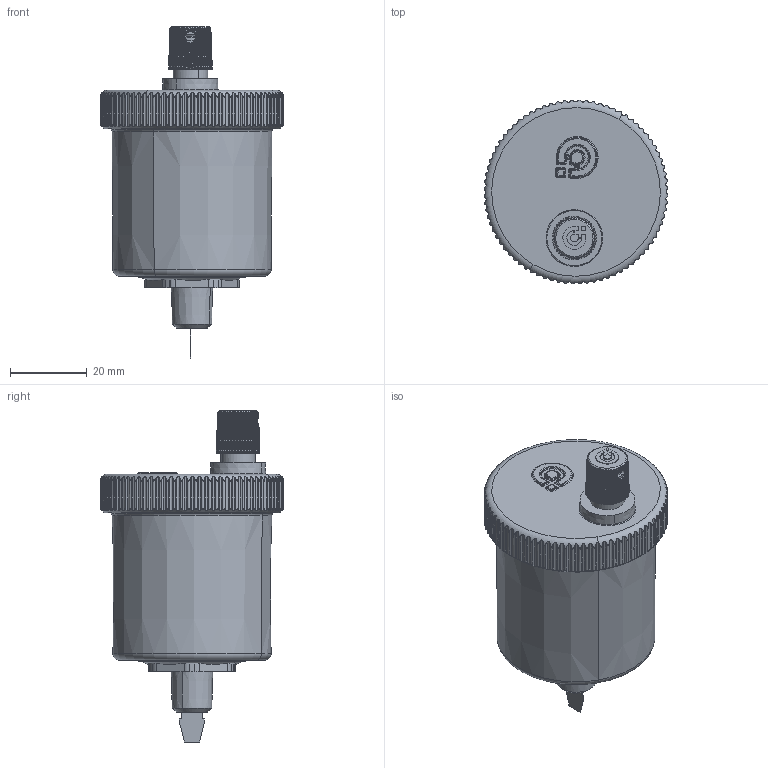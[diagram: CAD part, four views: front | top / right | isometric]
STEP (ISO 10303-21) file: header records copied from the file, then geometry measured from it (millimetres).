
FILE_DESCRIPTION(('CATIA V5 STEP Exchange'),'2;1');
FILE_NAME('STEP_502015A_-_TST.stp','2018-08-31T06:13:02+00:00',('none'),('none'),'CATIA Version 5-6 Release 2016 SP4','CATIA V5 STEP AP203','none');
FILE_SCHEMA(('CONFIG_CONTROL_DESIGN'));
Length unit declared in the file: millimetre
Products named in the file (1): 502015A - TST
Bounding box: 47.87 x 47.87 x 86.4 mm (x, y, z)
Volume: 73101.2 mm3; surface area: 11487.3 mm2
Topology: 1 solids, 1 shells, 795 faces, 2322 edges, 1527 vertices
Faces by surface type: plane 325, cylinder 240, extrusion 147, bspline 29, cone 27, torus 18, sphere 9
Entity records: 32751 total; most frequent: CARTESIAN_POINT 14313, ORIENTED_EDGE 4614, DIRECTION 2449, EDGE_CURVE 2307, VERTEX_POINT 1527, B_SPLINE_CURVE_WITH_KNOTS 1306, VECTOR 993, AXIS2_PLACEMENT_3D 880
